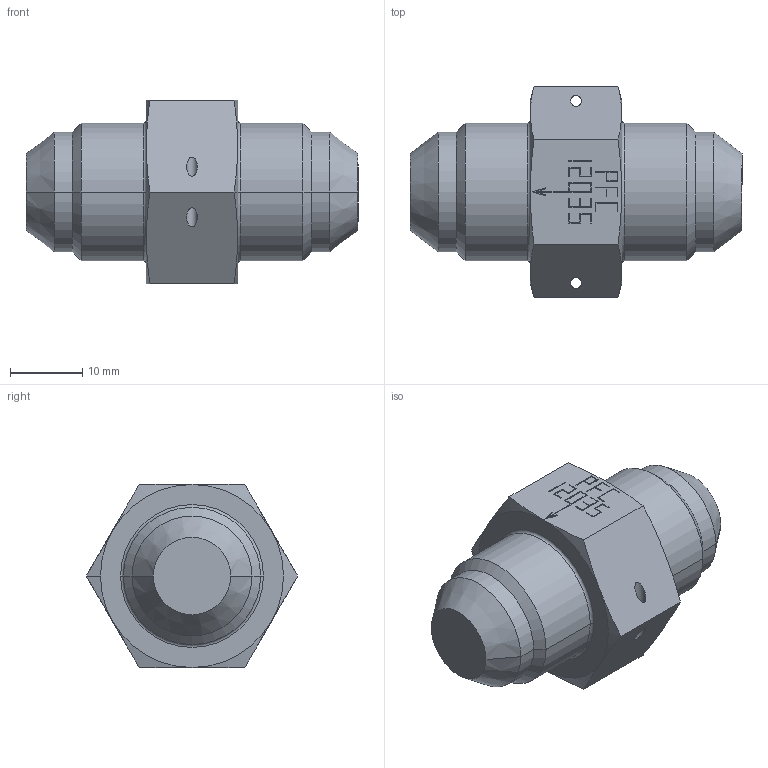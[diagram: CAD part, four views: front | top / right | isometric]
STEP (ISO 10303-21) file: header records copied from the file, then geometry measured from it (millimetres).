
FILE_DESCRIPTION (( 'STEP AP203' ), '1' );
FILE_NAME ('120350008 A Whole.STEP', '2015-01-29T21:39:05', ( '' ), ( '' ), 'SwSTEP 2.0', 'SolidWorks 2014', '' );
FILE_SCHEMA (( 'CONFIG_CONTROL_DESIGN' ));
Length unit declared in the file: inch
Products named in the file (1): 120350008 A Whole
Bounding box: 46.08 x 29.33 x 25.4 mm (x, y, z)
Volume: 15080.4 mm3; surface area: 3825.1 mm2
Topology: 1 solids, 1 shells, 144 faces, 357 edges, 228 vertices
Faces by surface type: plane 106, cone 22, cylinder 12, torus 4
Entity records: 4342 total; most frequent: CARTESIAN_POINT 874, ORIENTED_EDGE 714, DIRECTION 657, EDGE_CURVE 357, LINE 283, VECTOR 283, VERTEX_POINT 228, AXIS2_PLACEMENT_3D 187
